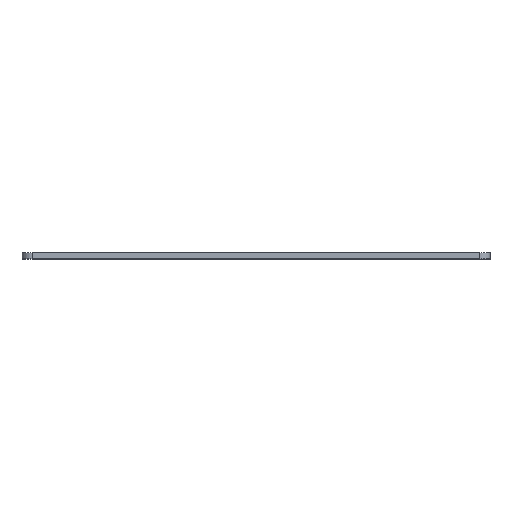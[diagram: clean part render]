
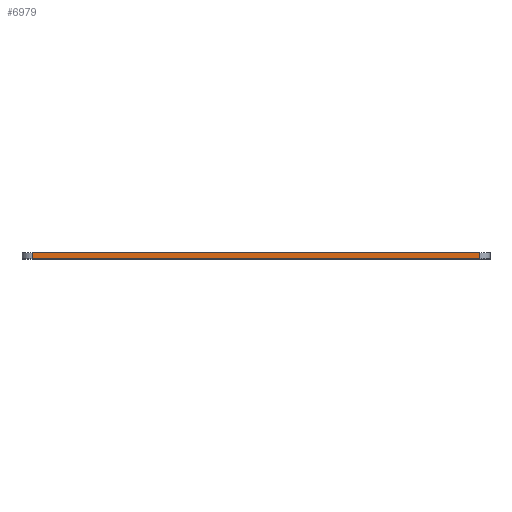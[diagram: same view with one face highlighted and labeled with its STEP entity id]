
A CAD part, top view. The second image highlights one B-rep face of the part: STEP entity #6979.
In plain terms, the highlighted planar face has unit normal (0, 0, 1).
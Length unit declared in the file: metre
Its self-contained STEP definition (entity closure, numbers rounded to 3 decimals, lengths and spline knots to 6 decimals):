
#586=ORIENTED_EDGE('',*,*,#2712,.F.);
#587=ORIENTED_EDGE('',*,*,#2713,.T.);
#588=ORIENTED_EDGE('',*,*,#2714,.T.);
#589=ORIENTED_EDGE('',*,*,#2715,.T.);
#2712=EDGE_CURVE('',#3770,#3771,#4484,.T.);
#2713=EDGE_CURVE('',#3770,#3772,#4485,.F.);
#2714=EDGE_CURVE('',#3772,#3773,#4486,.T.);
#2715=EDGE_CURVE('',#3773,#3771,#4487,.T.);
#3770=VERTEX_POINT('',#10267);
#3771=VERTEX_POINT('',#10268);
#3772=VERTEX_POINT('',#10270);
#3773=VERTEX_POINT('',#10272);
#4484=LINE('',#10266,#5204);
#4485=LINE('',#10269,#5205);
#4486=LINE('',#10271,#5206);
#4487=LINE('',#10273,#5207);
#5204=VECTOR('',#8123,1.);
#5205=VECTOR('',#8124,1.);
#5206=VECTOR('',#8125,1.);
#5207=VECTOR('',#8126,1.);
#5903=EDGE_LOOP('',(#586,#587,#588,#589));
#6349=FACE_BOUND('',#5903,.T.);
#6791=PLANE('',#7358);
#6979=ADVANCED_FACE('',(#6349),#6791,.T.);
#7358=AXIS2_PLACEMENT_3D('',#10265,#8121,#8122);
#8121=DIRECTION('',(0.,0.,1.));
#8122=DIRECTION('',(1.,0.,0.));
#8123=DIRECTION('',(1.,0.,0.));
#8124=DIRECTION('',(0.,1.,0.));
#8125=DIRECTION('',(1.,0.,0.));
#8126=DIRECTION('',(0.,1.,0.));
#10265=CARTESIAN_POINT('',(0.016572,-0.003,0.091025));
#10266=CARTESIAN_POINT('',(0.016572,0.,0.091025));
#10267=CARTESIAN_POINT('',(-0.093491,0.,0.091025));
#10268=CARTESIAN_POINT('',(0.126634,0.,0.091025));
#10269=CARTESIAN_POINT('',(-0.093491,-0.003,0.091025));
#10270=CARTESIAN_POINT('',(-0.093491,-0.003,0.091025));
#10271=CARTESIAN_POINT('',(0.016572,-0.003,0.091025));
#10272=CARTESIAN_POINT('',(0.126634,-0.003,0.091025));
#10273=CARTESIAN_POINT('',(0.126634,-0.003,0.091025));
